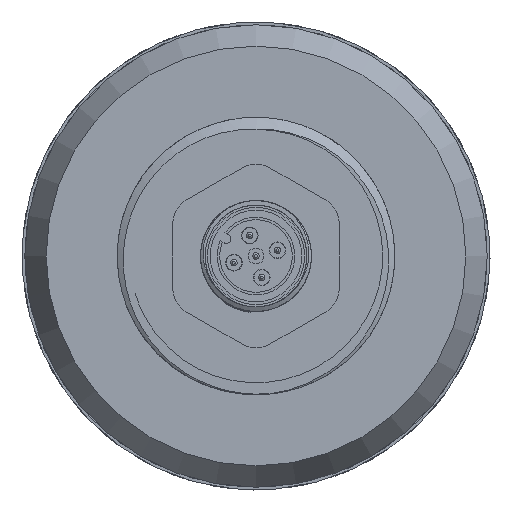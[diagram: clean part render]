
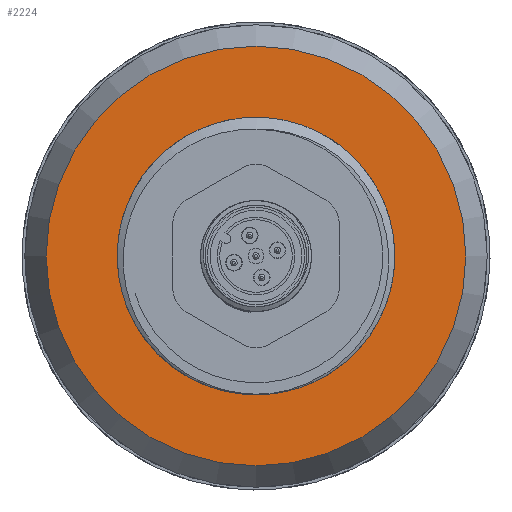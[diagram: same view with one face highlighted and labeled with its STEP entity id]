
A CAD part, front view. The second image highlights one B-rep face of the part: STEP entity #2224.
In plain terms, the highlighted planar face has unit normal (0, -1, 0).
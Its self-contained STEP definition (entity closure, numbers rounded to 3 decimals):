
#233=FACE_BOUND('',#462,.T.);
#268=PLANE('',#2584);
#318=FACE_OUTER_BOUND('',#461,.T.);
#461=EDGE_LOOP('',(#1530));
#462=EDGE_LOOP('',(#1531));
#875=CIRCLE('',#2583,22.691);
#876=CIRCLE('',#2585,13.);
#982=VERTEX_POINT('',#3527);
#983=VERTEX_POINT('',#3531);
#1199=EDGE_CURVE('',#982,#982,#875,.T.);
#1200=EDGE_CURVE('',#983,#983,#876,.T.);
#1530=ORIENTED_EDGE('',*,*,#1199,.F.);
#1531=ORIENTED_EDGE('',*,*,#1200,.F.);
#2224=ADVANCED_FACE('',(#318,#233),#268,.T.);
#2583=AXIS2_PLACEMENT_3D('',#3529,#2883,#2884);
#2584=AXIS2_PLACEMENT_3D('',#3530,#2885,#2886);
#2585=AXIS2_PLACEMENT_3D('',#3532,#2887,#2888);
#2883=DIRECTION('center_axis',(0.,1.,0.));
#2884=DIRECTION('ref_axis',(1.,0.,0.));
#2885=DIRECTION('center_axis',(0.,-1.,0.));
#2886=DIRECTION('ref_axis',(0.,0.,-1.));
#2887=DIRECTION('center_axis',(0.,-1.,0.));
#2888=DIRECTION('ref_axis',(1.,0.,0.));
#3527=CARTESIAN_POINT('',(-22.691,-2.5,0.));
#3529=CARTESIAN_POINT('Origin',(0.,-2.5,0.));
#3530=CARTESIAN_POINT('Origin',(-25.,-2.5,0.));
#3531=CARTESIAN_POINT('',(13.,-2.5,0.));
#3532=CARTESIAN_POINT('Origin',(0.,-2.5,0.));
